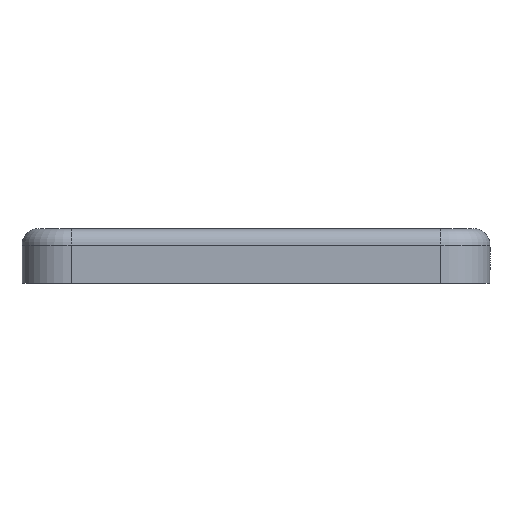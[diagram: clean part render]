
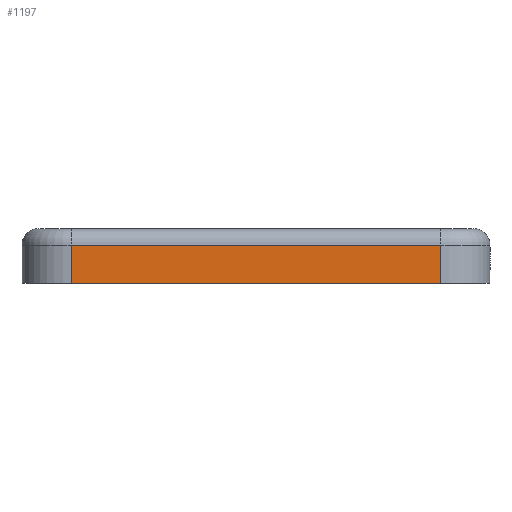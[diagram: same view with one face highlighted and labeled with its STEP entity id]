
A CAD part, left-side view. The second image highlights one B-rep face of the part: STEP entity #1197.
In plain terms, the highlighted face is planar.
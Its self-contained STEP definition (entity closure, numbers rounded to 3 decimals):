
#34=PLANE('',#1327);
#61=LINE('',#1901,#149);
#83=LINE('',#1995,#171);
#84=LINE('',#1997,#172);
#85=LINE('',#1999,#173);
#149=VECTOR('',#1497,1000.);
#171=VECTOR('',#1577,1000.);
#172=VECTOR('',#1578,1000.);
#173=VECTOR('',#1579,1000.);
#309=ORIENTED_EDGE('',*,*,#609,.T.);
#310=ORIENTED_EDGE('',*,*,#657,.F.);
#311=ORIENTED_EDGE('',*,*,#658,.F.);
#312=ORIENTED_EDGE('',*,*,#659,.T.);
#609=EDGE_CURVE('',#786,#785,#61,.T.);
#657=EDGE_CURVE('',#829,#785,#83,.T.);
#658=EDGE_CURVE('',#830,#829,#84,.T.);
#659=EDGE_CURVE('',#830,#786,#85,.T.);
#785=VERTEX_POINT('',#1900);
#786=VERTEX_POINT('',#1902);
#829=VERTEX_POINT('',#1996);
#830=VERTEX_POINT('',#1998);
#982=EDGE_LOOP('',(#309,#310,#311,#312));
#1074=FACE_BOUND('',#982,.T.);
#1197=ADVANCED_FACE('',(#1074),#34,.T.);
#1327=AXIS2_PLACEMENT_3D('',#1994,#1575,#1576);
#1497=DIRECTION('',(-1.,0.,0.));
#1575=DIRECTION('',(0.,0.,-1.));
#1576=DIRECTION('',(-1.,0.,0.));
#1577=DIRECTION('',(0.,-1.,0.));
#1578=DIRECTION('',(-1.,0.,0.));
#1579=DIRECTION('',(0.,-1.,0.));
#1900=CARTESIAN_POINT('',(-6.75,-2.,-11.3));
#1901=CARTESIAN_POINT('',(6.75,-2.,-11.3));
#1902=CARTESIAN_POINT('',(6.75,-2.,-11.3));
#1994=CARTESIAN_POINT('',(6.75,0.,-11.3));
#1995=CARTESIAN_POINT('',(-6.75,0.,-11.3));
#1996=CARTESIAN_POINT('',(-6.75,-0.6,-11.3));
#1997=CARTESIAN_POINT('',(6.75,-0.6,-11.3));
#1998=CARTESIAN_POINT('',(6.75,-0.6,-11.3));
#1999=CARTESIAN_POINT('',(6.75,0.,-11.3));
